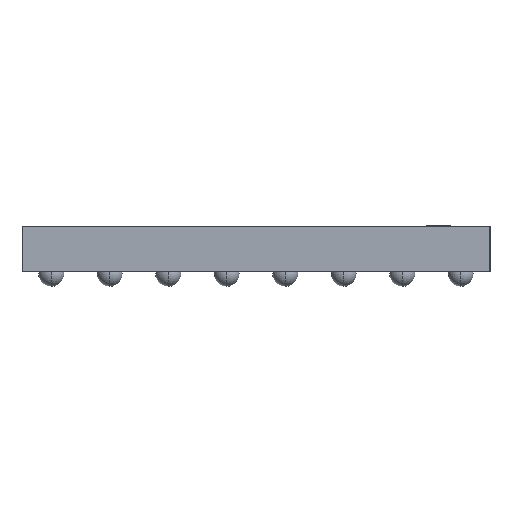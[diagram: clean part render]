
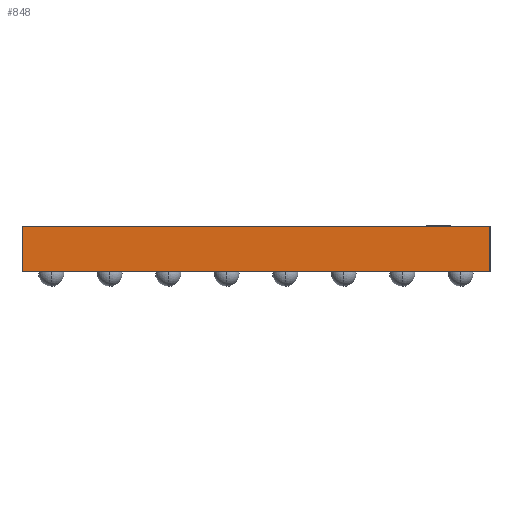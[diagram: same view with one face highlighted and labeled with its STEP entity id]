
A CAD part, left-side view. The second image highlights one B-rep face of the part: STEP entity #848.
In plain terms, the highlighted planar face has unit normal (-1, 0, 0).
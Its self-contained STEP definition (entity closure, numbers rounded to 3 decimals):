
#269 = EDGE_CURVE ( 'NONE', #13576, #11663, #798, .T. ) ;
#798 = LINE ( 'NONE', #14158, #9866 ) ;
#848 = ADVANCED_FACE ( 'NONE', ( #17462 ), #5707, .F. ) ;
#1386 = ORIENTED_EDGE ( 'NONE', *, *, #13369, .F. ) ;
#1946 = EDGE_LOOP ( 'NONE', ( #19062, #1386, #2243, #7951 ) ) ;
#2243 = ORIENTED_EDGE ( 'NONE', *, *, #5975, .F. ) ;
#3879 = CARTESIAN_POINT ( 'NONE',  ( -5., -4., 0. ) ) ;
#3905 = AXIS2_PLACEMENT_3D ( 'NONE', #10100, #13129, #17562 ) ;
#5530 = DIRECTION ( 'NONE',  ( 0., -1., 0. ) ) ;
#5707 = PLANE ( 'NONE',  #3905 ) ;
#5975 = EDGE_CURVE ( 'NONE', #13576, #9093, #7830, .T. ) ;
#6619 = CARTESIAN_POINT ( 'NONE',  ( -5., -4., 0. ) ) ;
#6974 = CARTESIAN_POINT ( 'NONE',  ( -5., 4., 0.78 ) ) ;
#7830 = LINE ( 'NONE', #16448, #14029 ) ;
#7951 = ORIENTED_EDGE ( 'NONE', *, *, #269, .T. ) ;
#8474 = EDGE_CURVE ( 'NONE', #11663, #13948, #16008, .T. ) ;
#8528 = VECTOR ( 'NONE', #12465, 1000. ) ;
#8699 = CARTESIAN_POINT ( 'NONE',  ( -5., -4., 0.78 ) ) ;
#9093 = VERTEX_POINT ( 'NONE', #8699 ) ;
#9866 = VECTOR ( 'NONE', #17517, 1000. ) ;
#10100 = CARTESIAN_POINT ( 'NONE',  ( -5., -4., 0.78 ) ) ;
#11187 = CARTESIAN_POINT ( 'NONE',  ( -5., -4., 0.78 ) ) ;
#11663 = VERTEX_POINT ( 'NONE', #13010 ) ;
#12465 = DIRECTION ( 'NONE',  ( 0., 0., -1. ) ) ;
#13010 = CARTESIAN_POINT ( 'NONE',  ( -5., 4., 0. ) ) ;
#13129 = DIRECTION ( 'NONE',  ( 1., 0., 0. ) ) ;
#13369 = EDGE_CURVE ( 'NONE', #9093, #13948, #17168, .T. ) ;
#13576 = VERTEX_POINT ( 'NONE', #6974 ) ;
#13948 = VERTEX_POINT ( 'NONE', #6619 ) ;
#14029 = VECTOR ( 'NONE', #16539, 1000. ) ;
#14158 = CARTESIAN_POINT ( 'NONE',  ( -5., 4., 0.78 ) ) ;
#14825 = VECTOR ( 'NONE', #5530, 1000. ) ;
#16008 = LINE ( 'NONE', #3879, #14825 ) ;
#16448 = CARTESIAN_POINT ( 'NONE',  ( -5., -4., 0.78 ) ) ;
#16539 = DIRECTION ( 'NONE',  ( 0., -1., 0. ) ) ;
#17168 = LINE ( 'NONE', #11187, #8528 ) ;
#17462 = FACE_OUTER_BOUND ( 'NONE', #1946, .T. ) ;
#17517 = DIRECTION ( 'NONE',  ( 0., 0., -1. ) ) ;
#17562 = DIRECTION ( 'NONE',  ( 0., 0., -1. ) ) ;
#19062 = ORIENTED_EDGE ( 'NONE', *, *, #8474, .T. ) ;
